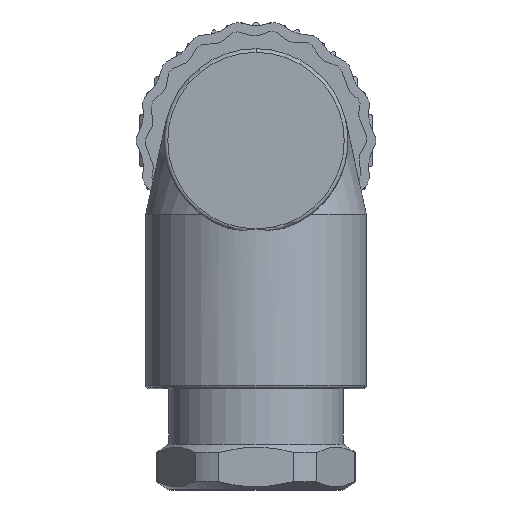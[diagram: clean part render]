
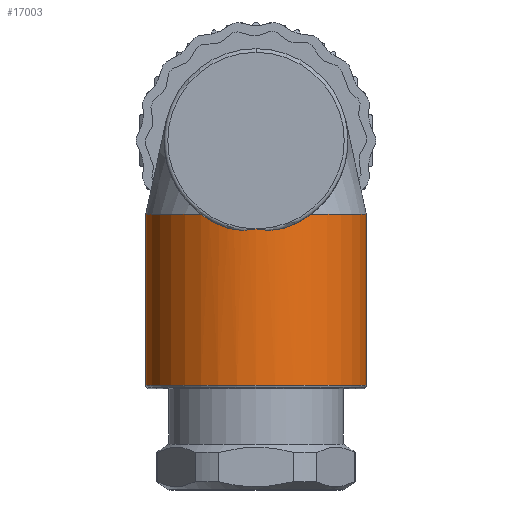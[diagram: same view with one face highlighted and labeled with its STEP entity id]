
A CAD part, front view. The second image highlights one B-rep face of the part: STEP entity #17003.
In plain terms, the highlighted cylindrical face has radius 6 mm (diameter 12 mm), a partial arc.
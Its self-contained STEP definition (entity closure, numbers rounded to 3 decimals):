
#4370=DIRECTION('',(0.,0.,1.));
#4371=VECTOR('',#4370,9.3);
#4372=CARTESIAN_POINT('',(-6.,0.,-13.3));
#4373=LINE('',#4372,#4371);
#4377=DIRECTION('',(0.,0.,1.));
#4378=VECTOR('',#4377,9.3);
#4379=CARTESIAN_POINT('',(6.,0.,-13.3));
#4380=LINE('',#4379,#4378);
#4392=CARTESIAN_POINT('',(0.,0.,-4.));
#4393=DIRECTION('',(0.,0.,1.));
#4394=DIRECTION('',(-1.,0.,0.));
#4395=AXIS2_PLACEMENT_3D('',#4392,#4393,#4394);
#4436=CARTESIAN_POINT('',(1.536,-5.8,-4.758));
#4437=CARTESIAN_POINT('',(1.704,-5.756,
-4.704));
#4438=CARTESIAN_POINT('',(2.039,-5.651,
-4.576));
#4439=CARTESIAN_POINT('',(2.528,-5.45,
-4.326));
#4440=CARTESIAN_POINT('',(2.845,-5.285,
-4.116));
#4441=CARTESIAN_POINT('',(3.,-5.196,-4.));
#4462=CARTESIAN_POINT('',(-3.,-5.196,-4.));
#4463=CARTESIAN_POINT('',(-2.846,-5.285,
-4.116));
#4464=CARTESIAN_POINT('',(-2.529,-5.449,
-4.325));
#4465=CARTESIAN_POINT('',(-2.036,-5.652,
-4.577));
#4466=CARTESIAN_POINT('',(-1.703,-5.756,
-4.704));
#4467=CARTESIAN_POINT('',(-1.536,-5.8,
-4.758));
#4516=CARTESIAN_POINT('',(0.,0.,-4.));
#4517=DIRECTION('',(0.,0.,1.));
#4518=DIRECTION('',(0.5,-0.866,0.));
#4519=AXIS2_PLACEMENT_3D('',#4516,#4517,#4518);
#4532=CARTESIAN_POINT('',(-1.536,-5.8,
-4.758));
#4533=CARTESIAN_POINT('',(-1.402,-5.836,
-4.801));
#4534=CARTESIAN_POINT('',(-1.11,-5.903,
-4.865));
#4535=CARTESIAN_POINT('',(-0.59,-5.98,
-4.882));
#4536=CARTESIAN_POINT('',(-0.203,-6.,-4.837));
#4537=CARTESIAN_POINT('',(0.,-6.,-4.8));
#4542=CARTESIAN_POINT('',(0.,-6.,-4.8));
#4543=CARTESIAN_POINT('',(0.203,-6.,-4.837));
#4544=CARTESIAN_POINT('',(0.59,-5.979,
-4.882));
#4545=CARTESIAN_POINT('',(1.109,-5.903,
-4.865));
#4546=CARTESIAN_POINT('',(1.402,-5.836,
-4.802));
#4547=CARTESIAN_POINT('',(1.536,-5.8,-4.758));
#4584=CARTESIAN_POINT('',(0.,0.,-13.3));
#4585=DIRECTION('',(0.,0.,-1.));
#4586=DIRECTION('',(1.,0.,0.));
#4587=AXIS2_PLACEMENT_3D('',#4584,#4585,#4586);
#13166=CARTESIAN_POINT('',(-6.,0.,-13.3));
#13168=VERTEX_POINT('',#13166);
#13172=CARTESIAN_POINT('',(6.,0.,-13.3));
#13173=VERTEX_POINT('',#13172);
#13228=CARTESIAN_POINT('',(6.,0.,-4.));
#13229=VERTEX_POINT('',#13228);
#13230=CARTESIAN_POINT('',(-6.,0.,-4.));
#13231=VERTEX_POINT('',#13230);
#13232=VERTEX_POINT('',#4462);
#13233=VERTEX_POINT('',#4467);
#13234=VERTEX_POINT('',#4436);
#13235=VERTEX_POINT('',#4441);
#13246=VERTEX_POINT('',#4542);
#16984=CARTESIAN_POINT('',(0.,0.,1.075));
#16985=DIRECTION('',(0.,0.,1.));
#16986=DIRECTION('',(-1.,0.,0.));
#16987=AXIS2_PLACEMENT_3D('',#16984,#16985,#16986);
#16988=CYLINDRICAL_SURFACE('',#16987,6.);
#16989=ORIENTED_EDGE('',*,*,#16963,.T.);
#16991=ORIENTED_EDGE('',*,*,#16990,.T.);
#16993=ORIENTED_EDGE('',*,*,#16992,.T.);
#16994=ORIENTED_EDGE('',*,*,#16957,.T.);
#16995=ORIENTED_EDGE('',*,*,#16978,.T.);
#16996=ORIENTED_EDGE('',*,*,#16917,.F.);
#16998=ORIENTED_EDGE('',*,*,#16997,.T.);
#16999=ORIENTED_EDGE('',*,*,#16913,.T.);
#17000=ORIENTED_EDGE('',*,*,#16940,.T.);
#17001=EDGE_LOOP('',(#16989,#16991,#16993,#16994,#16995,#16996,#16998,#16999,
#17000));
#17002=FACE_OUTER_BOUND('',#17001,.F.);
#17003=ADVANCED_FACE('',(#17002),#16988,.T.);
#4396=CIRCLE('',#4395,6.);
#4442=B_SPLINE_CURVE_WITH_KNOTS('',3,(#4436,#4437,#4438,#4439,#4440,#4441),
.UNSPECIFIED.,.F.,.F.,(4,1,1,4),(0.,0.333,0.667,1.),
.UNSPECIFIED.);
#4468=B_SPLINE_CURVE_WITH_KNOTS('',3,(#4462,#4463,#4464,#4465,#4466,#4467),
.UNSPECIFIED.,.F.,.F.,(4,1,1,4),(0.,0.333,0.667,1.),
.UNSPECIFIED.);
#4520=CIRCLE('',#4519,6.);
#4538=B_SPLINE_CURVE_WITH_KNOTS('',3,(#4532,#4533,#4534,#4535,#4536,#4537),
.UNSPECIFIED.,.F.,.F.,(4,1,1,4),(0.,0.333,0.667,1.),
.UNSPECIFIED.);
#4548=B_SPLINE_CURVE_WITH_KNOTS('',3,(#4542,#4543,#4544,#4545,#4546,#4547),
.UNSPECIFIED.,.F.,.F.,(4,1,1,4),(0.,0.333,0.667,1.),
.UNSPECIFIED.);
#4588=CIRCLE('',#4587,6.);
#16913=EDGE_CURVE('',#13168,#13231,#4373,.T.);
#16917=EDGE_CURVE('',#13173,#13229,#4380,.T.);
#16940=EDGE_CURVE('',#13231,#13232,#4396,.T.);
#16957=EDGE_CURVE('',#13234,#13235,#4442,.T.);
#16963=EDGE_CURVE('',#13232,#13233,#4468,.T.);
#16978=EDGE_CURVE('',#13235,#13229,#4520,.T.);
#16990=EDGE_CURVE('',#13233,#13246,#4538,.T.);
#16992=EDGE_CURVE('',#13246,#13234,#4548,.T.);
#16997=EDGE_CURVE('',#13173,#13168,#4588,.T.);
